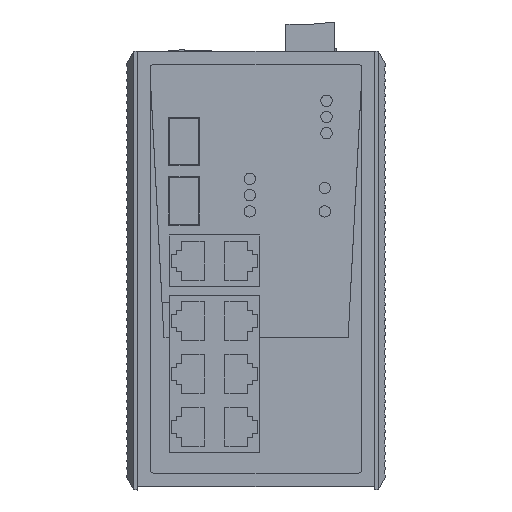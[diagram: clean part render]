
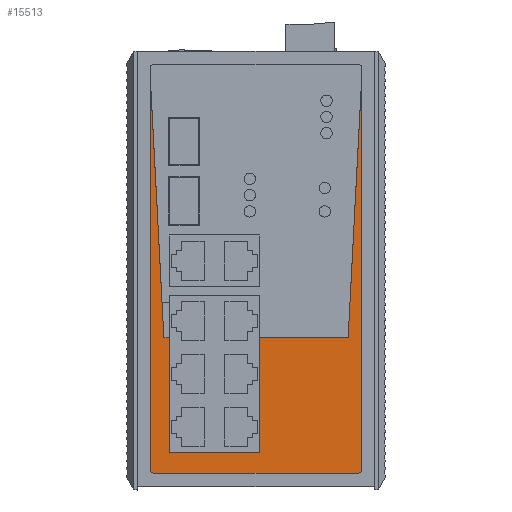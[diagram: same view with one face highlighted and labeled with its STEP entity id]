
A CAD part, top view. The second image highlights one B-rep face of the part: STEP entity #15513.
In plain terms, the highlighted planar face has unit normal (0, 0, 1).
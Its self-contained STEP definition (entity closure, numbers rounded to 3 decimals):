
#9078=AXIS2_PLACEMENT_3D('Circle Axis2P3D',#9076,#9077,$) ;
#9237=AXIS2_PLACEMENT_3D('Circle Axis2P3D',#9235,#9236,$) ;
#15450=AXIS2_PLACEMENT_3D('Plane Axis2P3D',#15447,#15448,#15449) ;
#9041=CARTESIAN_POINT('Vertex',(8.527,5.,113.2)) ;
#9048=CARTESIAN_POINT('Vertex',(71.527,5.,113.2)) ;
#9051=CARTESIAN_POINT('Line Origine',(40.027,5.,113.2)) ;
#9073=CARTESIAN_POINT('Vertex',(7.527,6.,113.2)) ;
#9076=CARTESIAN_POINT('Axis2P3D Location',(8.527,6.,113.2)) ;
#9101=CARTESIAN_POINT('Line Origine',(7.527,65.715,113.2)) ;
#9105=CARTESIAN_POINT('Vertex',(7.527,125.43,113.2)) ;
#9206=CARTESIAN_POINT('Vertex',(72.527,6.,113.2)) ;
#9213=CARTESIAN_POINT('Vertex',(72.527,125.43,113.2)) ;
#9216=CARTESIAN_POINT('Line Origine',(72.527,65.715,113.2)) ;
#9235=CARTESIAN_POINT('Axis2P3D Location',(71.527,6.,113.2)) ;
#15447=CARTESIAN_POINT('Axis2P3D Location',(0.,0.5,113.2)) ;
#15452=CARTESIAN_POINT('Line Origine',(12.211,57.75,113.2)) ;
#15456=CARTESIAN_POINT('Vertex',(13.347,57.75,113.2)) ;
#15458=CARTESIAN_POINT('Vertex',(11.074,57.75,113.2)) ;
#15461=CARTESIAN_POINT('Line Origine',(9.301,91.59,113.2)) ;
#15466=CARTESIAN_POINT('Line Origine',(70.47,86.182,113.2)) ;
#15470=CARTESIAN_POINT('Vertex',(68.413,46.933,113.2)) ;
#15473=CARTESIAN_POINT('Line Origine',(54.77,46.933,113.2)) ;
#15477=CARTESIAN_POINT('Vertex',(41.127,46.933,113.2)) ;
#15480=CARTESIAN_POINT('Line Origine',(41.127,29.132,113.2)) ;
#15484=CARTESIAN_POINT('Vertex',(41.127,11.33,113.2)) ;
#15487=CARTESIAN_POINT('Line Origine',(27.237,11.33,113.2)) ;
#15491=CARTESIAN_POINT('Vertex',(13.347,11.33,113.2)) ;
#15494=CARTESIAN_POINT('Line Origine',(13.347,34.54,113.2)) ;
#9052=DIRECTION('Vector Direction',(-1.,0.,0.)) ;
#9077=DIRECTION('Axis2P3D Direction',(0.,0.,1.)) ;
#9102=DIRECTION('Vector Direction',(0.,1.,0.)) ;
#9217=DIRECTION('Vector Direction',(0.,-1.,0.)) ;
#9236=DIRECTION('Axis2P3D Direction',(0.,0.,1.)) ;
#15448=DIRECTION('Axis2P3D Direction',(0.,0.,1.)) ;
#15449=DIRECTION('Axis2P3D XDirection',(1.,0.,0.)) ;
#15453=DIRECTION('Vector Direction',(-1.,0.,0.)) ;
#15462=DIRECTION('Vector Direction',(0.052,-0.999,0.)) ;
#15467=DIRECTION('Vector Direction',(-0.052,-0.999,0.)) ;
#15474=DIRECTION('Vector Direction',(1.,0.,0.)) ;
#15481=DIRECTION('Vector Direction',(0.,1.,0.)) ;
#15488=DIRECTION('Vector Direction',(1.,0.,0.)) ;
#15495=DIRECTION('Vector Direction',(0.,-1.,0.)) ;
#9053=VECTOR('Line Direction',#9052,1.) ;
#9103=VECTOR('Line Direction',#9102,1.) ;
#9218=VECTOR('Line Direction',#9217,1.) ;
#15454=VECTOR('Line Direction',#15453,1.) ;
#15463=VECTOR('Line Direction',#15462,1.) ;
#15468=VECTOR('Line Direction',#15467,1.) ;
#15475=VECTOR('Line Direction',#15474,1.) ;
#15482=VECTOR('Line Direction',#15481,1.) ;
#15489=VECTOR('Line Direction',#15488,1.) ;
#15496=VECTOR('Line Direction',#15495,1.) ;
#15500=ORIENTED_EDGE('',*,*,#15460,.T.) ;
#15501=ORIENTED_EDGE('',*,*,#15465,.F.) ;
#15502=ORIENTED_EDGE('',*,*,#9107,.F.) ;
#15503=ORIENTED_EDGE('',*,*,#9080,.T.) ;
#15504=ORIENTED_EDGE('',*,*,#9055,.F.) ;
#15505=ORIENTED_EDGE('',*,*,#9239,.T.) ;
#15506=ORIENTED_EDGE('',*,*,#9220,.F.) ;
#15507=ORIENTED_EDGE('',*,*,#15472,.T.) ;
#15508=ORIENTED_EDGE('',*,*,#15479,.F.) ;
#15509=ORIENTED_EDGE('',*,*,#15486,.F.) ;
#15510=ORIENTED_EDGE('',*,*,#15493,.F.) ;
#15511=ORIENTED_EDGE('',*,*,#15498,.F.) ;
#15513=ADVANCED_FACE('SWITCH',(#15512),#15451,.T.) ;
#9079=CIRCLE('generated circle',#9078,1.) ;
#9238=CIRCLE('generated circle',#9237,1.) ;
#9055=EDGE_CURVE('',#9049,#9042,#9054,.T.) ;
#9080=EDGE_CURVE('',#9074,#9042,#9079,.T.) ;
#9107=EDGE_CURVE('',#9074,#9106,#9104,.T.) ;
#9220=EDGE_CURVE('',#9214,#9207,#9219,.T.) ;
#9239=EDGE_CURVE('',#9049,#9207,#9238,.T.) ;
#15460=EDGE_CURVE('',#15457,#15459,#15455,.T.) ;
#15465=EDGE_CURVE('',#9106,#15459,#15464,.T.) ;
#15472=EDGE_CURVE('',#9214,#15471,#15469,.T.) ;
#15479=EDGE_CURVE('',#15478,#15471,#15476,.T.) ;
#15486=EDGE_CURVE('',#15485,#15478,#15483,.T.) ;
#15493=EDGE_CURVE('',#15492,#15485,#15490,.T.) ;
#15498=EDGE_CURVE('',#15457,#15492,#15497,.T.) ;
#15499=EDGE_LOOP('',(#15500,#15501,#15502,#15503,#15504,#15505,#15506,#15507,#15508,#15509,#15510,#15511)) ;
#15512=FACE_OUTER_BOUND('',#15499,.T.) ;
#9054=LINE('Line',#9051,#9053) ;
#9104=LINE('Line',#9101,#9103) ;
#9219=LINE('Line',#9216,#9218) ;
#15455=LINE('Line',#15452,#15454) ;
#15464=LINE('Line',#15461,#15463) ;
#15469=LINE('Line',#15466,#15468) ;
#15476=LINE('Line',#15473,#15475) ;
#15483=LINE('Line',#15480,#15482) ;
#15490=LINE('Line',#15487,#15489) ;
#15497=LINE('Line',#15494,#15496) ;
#15451=PLANE('',#15450) ;
#9042=VERTEX_POINT('',#9041) ;
#9049=VERTEX_POINT('',#9048) ;
#9074=VERTEX_POINT('',#9073) ;
#9106=VERTEX_POINT('',#9105) ;
#9207=VERTEX_POINT('',#9206) ;
#9214=VERTEX_POINT('',#9213) ;
#15457=VERTEX_POINT('',#15456) ;
#15459=VERTEX_POINT('',#15458) ;
#15471=VERTEX_POINT('',#15470) ;
#15478=VERTEX_POINT('',#15477) ;
#15485=VERTEX_POINT('',#15484) ;
#15492=VERTEX_POINT('',#15491) ;
